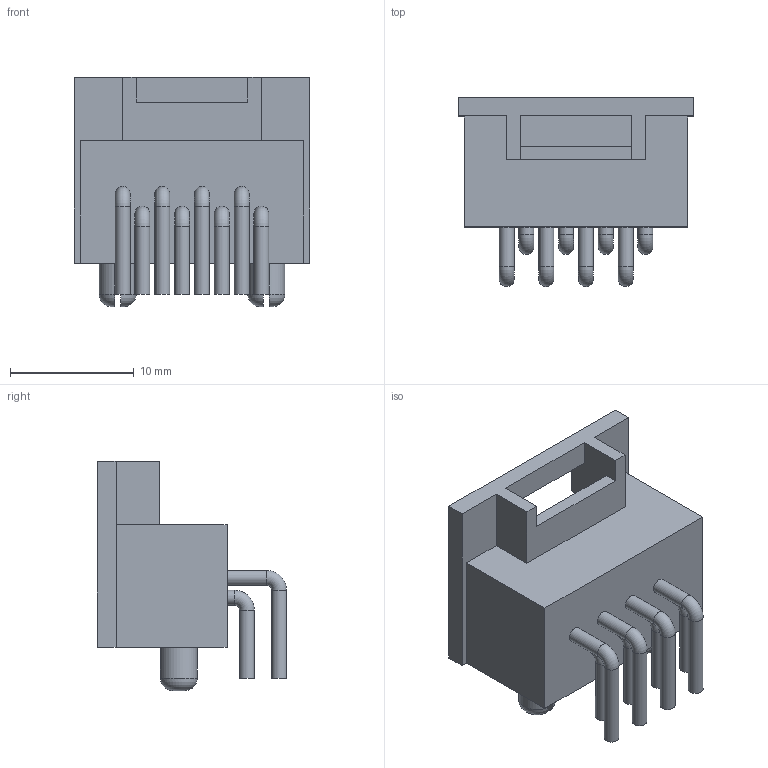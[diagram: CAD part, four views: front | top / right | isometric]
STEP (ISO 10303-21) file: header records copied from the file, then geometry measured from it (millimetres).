
FILE_DESCRIPTION(('FreeCAD Model'),'2;1');
FILE_NAME('Open CASCADE Shape Model','2023-05-19T18:00:26',( 'kicad StepUp'),('ksu MCAD'),'Open CASCADE STEP processor 7.6', 'FreeCAD','Unknown');
FILE_SCHEMA(('AUTOMOTIVE_DESIGN { 1 0 10303 214 1 1 1 1 }'));
Length unit declared in the file: millimetre
Products named in the file (1): snapmaker_8pin
Bounding box: 19 x 15.25 x 18.5 mm (x, y, z)
Volume: 1851.6 mm3; surface area: 2088.4 mm2
Topology: 1 solids, 1 shells, 94 faces, 200 edges, 128 vertices
Faces by surface type: plane 50, cylinder 32, torus 8, revolution 4
Full cylindrical faces by diameter (mm): 0.5 x6, 1.2 x16, 1.4 x2
Entity records: 2910 total; most frequent: CARTESIAN_POINT 791, DIRECTION 454, ORIENTED_EDGE 400, EDGE_CURVE 200, AXIS2_PLACEMENT_3D 167, VERTEX_POINT 128, FACE_BOUND 116, EDGE_LOOP 116
